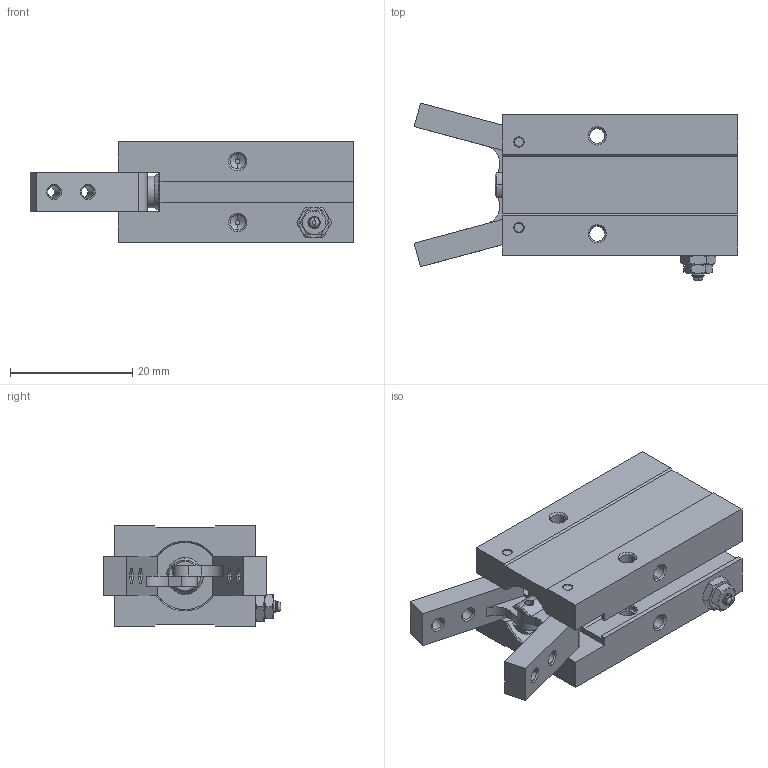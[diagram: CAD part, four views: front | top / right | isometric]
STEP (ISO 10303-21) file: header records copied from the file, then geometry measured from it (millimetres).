
FILE_DESCRIPTION (( 'STEP AP214' ), '1' );
FILE_NAME ('KA10MD-M.step', '2017-07-18T19:56:35', ( '' ), ( '' ), 'SwSTEP 2.0', 'SolidWorks 2017', '' );
FILE_SCHEMA (( 'AUTOMOTIVE_DESIGN' ));
Length unit declared in the file: millimetre
Products named in the file (5): KA10MD-M-3; KA10MD-M-2; KA10MD-M-4; KA10MD-M-1; KA10MD-M
Assembly tree (4 placements, depth 2):
  KA10MD-M
    KA10MD-M-1
    KA10MD-M-4
    KA10MD-M-2
    KA10MD-M-3
Bounding box: 52.93 x 29.08 x 16.5 mm (x, y, z)
Volume: 11765.5 mm3; surface area: 8337.3 mm2
Topology: 4 solids, 4 shells, 262 faces, 630 edges, 398 vertices
Faces by surface type: plane 100, cylinder 86, cone 74, bspline 2
Entity records: 11140 total; most frequent: CARTESIAN_POINT 2065, ORIENTED_EDGE 1260, DIRECTION 1230, EDGE_CURVE 630, AXIS2_PLACEMENT_3D 527, VERTEX_POINT 398, EDGE_LOOP 316, UNCERTAINTY_MEASURE_WITH_UNIT 275
